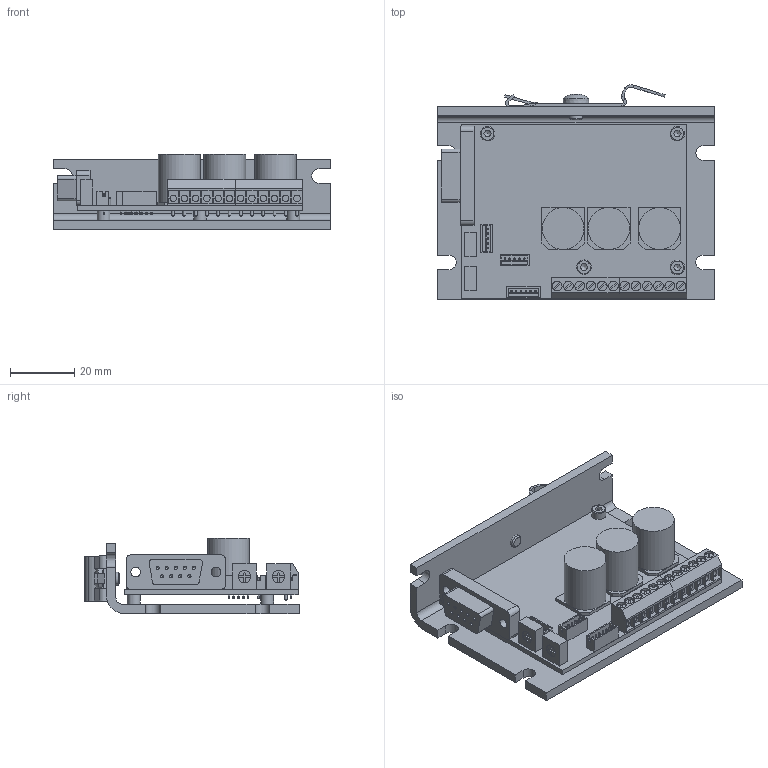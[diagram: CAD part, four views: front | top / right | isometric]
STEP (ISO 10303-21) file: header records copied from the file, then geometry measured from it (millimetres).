
FILE_DESCRIPTION((''),'2;1');
FILE_NAME('SMCI36.stp','2014-03-04T10:34:55',('Administrator'),(''),'Autodesk Inventor 2013','Autodesk Inventor 2013','');
FILE_SCHEMA(('AUTOMOTIVE_DESIGN { 1 0 10303 214 1 1 1 1 }'));
Length unit declared in the file: millimetre
Products named in the file (13): 部件3; 36-PCB; 电容; 六角嵌件; SMCI36; D-SUB9; RIA; 螺钉 GB/T 70.1-2000 M2.5 x 6; FM4-TS35_S3D; 螺钉 GB/T 818-2000 Z 型 M4 x 5; B5B-ZR; B6B-ZR; SWITCH
Assembly tree (23 placements, depth 2):
  部件3
    36-PCB
    电容  x3
    六角嵌件  x4
    SMCI36
    D-SUB9
    RIA  x2
    螺钉 GB/T 70.1-2000 M2.5 x 6  x4
    FM4-TS35_S3D
    螺钉 GB/T 818-2000 Z 型 M4 x 5
    B5B-ZR  x2
    B6B-ZR
    SWITCH  x2
Bounding box: 86 x 66.73 x 23.6 mm (x, y, z)
Volume: 36855 mm3; surface area: 34067.9 mm2
Topology: 23 solids, 199 shells, 767 faces, 2165 edges, 1683 vertices
Faces by surface type: plane 528, cylinder 180, cone 45, torus 13, sphere 1
Full cylindrical faces by diameter (mm): 0.9 x12, 1 x9, 2 x12, 2.5 x8, 3 x18, 3.5 x5, 3.545 x1, 3.89 x2, 4 x5, 4.2 x1, 4.5 x4, 13 x3
Entity records: 16916 total; most frequent: CARTESIAN_POINT 3247, DIRECTION 2675, ORIENTED_EDGE 2064, EDGE_CURVE 1310, VERTEX_POINT 1069, AXIS2_PLACEMENT_3D 895, VECTOR 885, LINE 885
